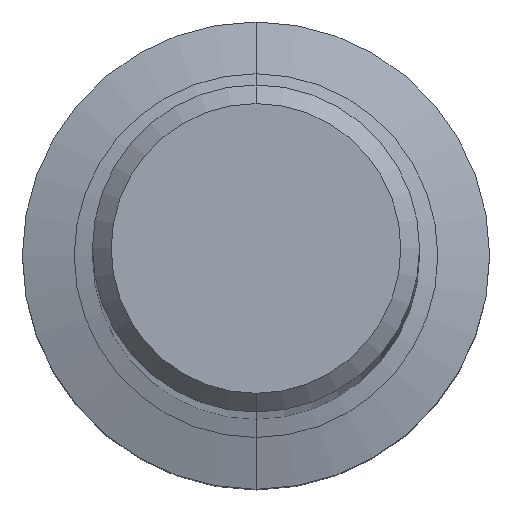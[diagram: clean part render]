
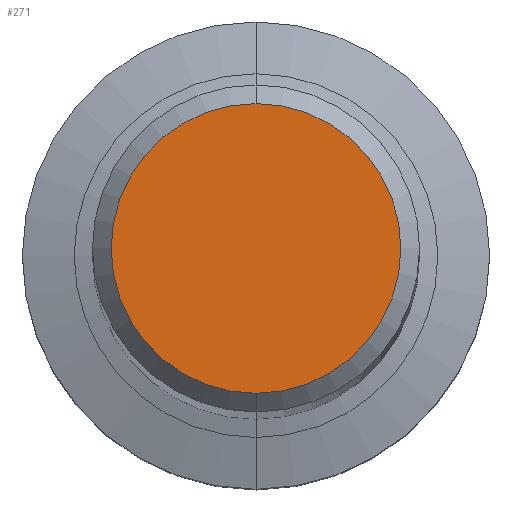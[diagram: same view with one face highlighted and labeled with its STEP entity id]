
A CAD part, top view. The second image highlights one B-rep face of the part: STEP entity #271.
In plain terms, the highlighted planar face has unit normal (0, 0, 1).
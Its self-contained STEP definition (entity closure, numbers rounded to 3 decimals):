
#219=VERTEX_POINT('',#576);
#271=ADVANCED_FACE('',(#631),#632,.T.);
#275=EDGE_CURVE('',#379,#219,#636,.T.);
#315=EDGE_CURVE('',#219,#379,#681,.T.);
#379=VERTEX_POINT('',#750);
#576=CARTESIAN_POINT('',(0.,-3.1,0.0));
#631=FACE_OUTER_BOUND('',#1057,.T.);
#632=PLANE('',#1058);
#636=CIRCLE('',#1065,3.1);
#681=CIRCLE('',#1155,3.1);
#750=CARTESIAN_POINT('',(0.0,3.1,0.0));
#1057=EDGE_LOOP('',(#1701,#1702));
#1058=AXIS2_PLACEMENT_3D('',#1703,#1704,#1705);
#1065=AXIS2_PLACEMENT_3D('',#1707,#1708,#1709);
#1155=AXIS2_PLACEMENT_3D('',#1770,#1771,#1772);
#1701=ORIENTED_EDGE('',*,*,#275,.F.);
#1702=ORIENTED_EDGE('',*,*,#315,.F.);
#1703=CARTESIAN_POINT('',(0.0,1.55,0.0));
#1704=DIRECTION('',(-0.0,0.0,1.0));
#1705=DIRECTION('',(0.0,-1.0,0.0));
#1707=CARTESIAN_POINT('',(0.0,0.0,0.0));
#1708=DIRECTION('',(0.0,0.0,-1.0));
#1709=DIRECTION('',(0.0,1.0,0.0));
#1770=CARTESIAN_POINT('',(0.0,0.0,0.0));
#1771=DIRECTION('',(0.0,0.0,-1.0));
#1772=DIRECTION('',(0.0,1.0,0.0));
